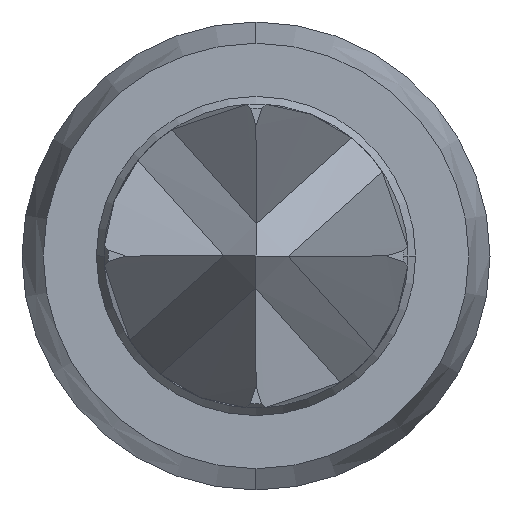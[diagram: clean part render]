
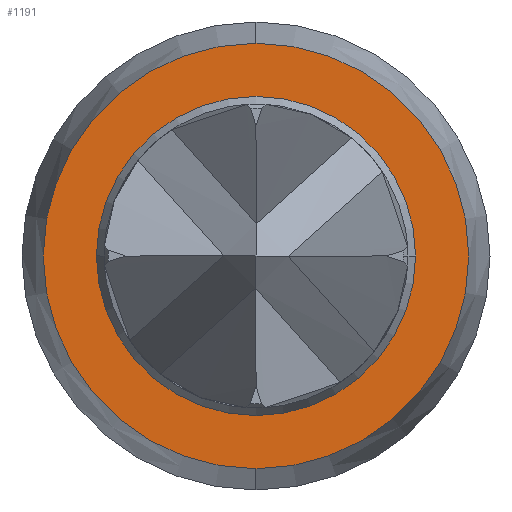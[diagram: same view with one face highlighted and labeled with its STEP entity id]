
A CAD part, left-side view. The second image highlights one B-rep face of the part: STEP entity #1191.
In plain terms, the highlighted planar face has unit normal (-1, 0, 0).
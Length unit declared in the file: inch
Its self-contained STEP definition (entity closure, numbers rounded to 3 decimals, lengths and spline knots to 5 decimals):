
#6 = VERTEX_POINT ( 'NONE', #1121 ) ;
#98 = VERTEX_POINT ( 'NONE', #1746 ) ;
#101 = EDGE_LOOP ( 'NONE', ( #1056, #2247 ) ) ;
#123 = PLANE ( 'NONE',  #2402 ) ;
#139 = AXIS2_PLACEMENT_3D ( 'NONE', #1668, #2482, #1115 ) ;
#321 = DIRECTION ( 'NONE',  ( 1., 0., 0. ) ) ;
#357 = EDGE_LOOP ( 'NONE', ( #2365, #3320 ) ) ;
#474 = DIRECTION ( 'NONE',  ( 0., 0., -1. ) ) ;
#855 = CARTESIAN_POINT ( 'NONE',  ( 0., 0., -0.014 ) ) ;
#881 = DIRECTION ( 'NONE',  ( 0., 0., 1. ) ) ;
#1056 = ORIENTED_EDGE ( 'NONE', *, *, #3465, .T. ) ;
#1115 = DIRECTION ( 'NONE',  ( 0., 0., 1. ) ) ;
#1121 = CARTESIAN_POINT ( 'NONE',  ( 0., -0.0105, 0. ) ) ;
#1191 = ADVANCED_FACE ( 'NONE', ( #1396, #1661 ), #123, .T. ) ;
#1220 = AXIS2_PLACEMENT_3D ( 'NONE', #1275, #3183, #474 ) ;
#1250 = VERTEX_POINT ( 'NONE', #855 ) ;
#1275 = CARTESIAN_POINT ( 'NONE',  ( 0., 0., 0. ) ) ;
#1291 = DIRECTION ( 'NONE',  ( 0., 0., 1. ) ) ;
#1375 = CIRCLE ( 'NONE', #1416, 0.014 ) ;
#1396 = FACE_BOUND ( 'NONE', #101, .T. ) ;
#1416 = AXIS2_PLACEMENT_3D ( 'NONE', #1629, #2422, #3498 ) ;
#1502 = EDGE_CURVE ( 'NONE', #98, #1250, #3011, .T. ) ;
#1629 = CARTESIAN_POINT ( 'NONE',  ( 0., 0., 0. ) ) ;
#1661 = FACE_OUTER_BOUND ( 'NONE', #357, .T. ) ;
#1668 = CARTESIAN_POINT ( 'NONE',  ( 0., 0., 0. ) ) ;
#1746 = CARTESIAN_POINT ( 'NONE',  ( 0., 0., 0.014 ) ) ;
#1873 = CARTESIAN_POINT ( 'NONE',  ( 0., 0.014, 0. ) ) ;
#1966 = CARTESIAN_POINT ( 'NONE',  ( 0., 0., 0. ) ) ;
#2011 = VERTEX_POINT ( 'NONE', #2148 ) ;
#2144 = DIRECTION ( 'NONE',  ( -1., 0., 0. ) ) ;
#2148 = CARTESIAN_POINT ( 'NONE',  ( 0., 0.0105, 0. ) ) ;
#2247 = ORIENTED_EDGE ( 'NONE', *, *, #2258, .T. ) ;
#2258 = EDGE_CURVE ( 'NONE', #6, #2011, #3284, .T. ) ;
#2310 = AXIS2_PLACEMENT_3D ( 'NONE', #1966, #321, #881 ) ;
#2365 = ORIENTED_EDGE ( 'NONE', *, *, #3198, .F. ) ;
#2402 = AXIS2_PLACEMENT_3D ( 'NONE', #1873, #2144, #1291 ) ;
#2422 = DIRECTION ( 'NONE',  ( 1., 0., 0. ) ) ;
#2482 = DIRECTION ( 'NONE',  ( 1., 0., 0. ) ) ;
#3011 = CIRCLE ( 'NONE', #1220, 0.014 ) ;
#3183 = DIRECTION ( 'NONE',  ( 1., 0., 0. ) ) ;
#3198 = EDGE_CURVE ( 'NONE', #1250, #98, #1375, .T. ) ;
#3245 = CIRCLE ( 'NONE', #139, 0.0105 ) ;
#3284 = CIRCLE ( 'NONE', #2310, 0.0105 ) ;
#3320 = ORIENTED_EDGE ( 'NONE', *, *, #1502, .F. ) ;
#3465 = EDGE_CURVE ( 'NONE', #2011, #6, #3245, .T. ) ;
#3498 = DIRECTION ( 'NONE',  ( 0., 0., -1. ) ) ;
